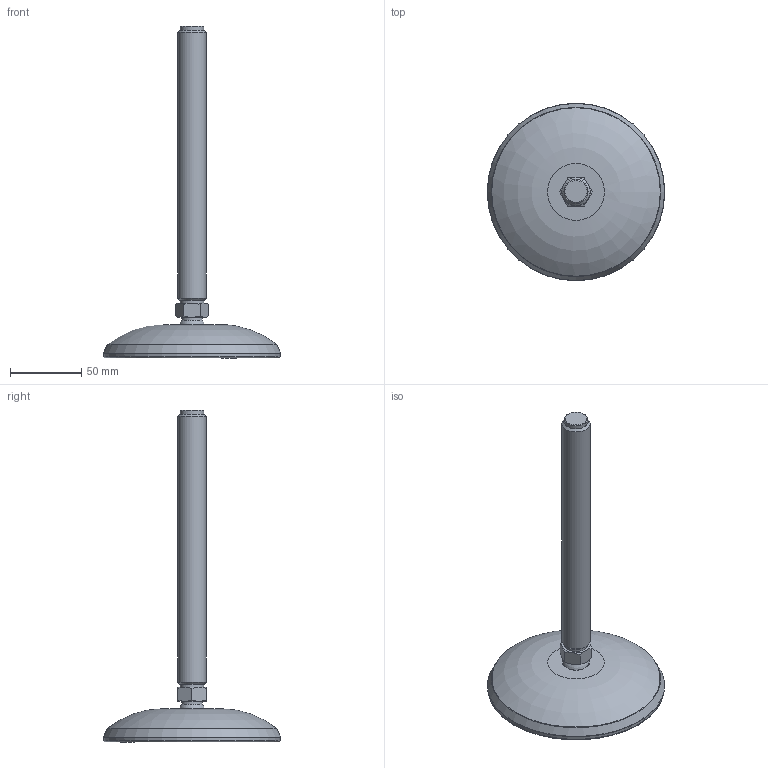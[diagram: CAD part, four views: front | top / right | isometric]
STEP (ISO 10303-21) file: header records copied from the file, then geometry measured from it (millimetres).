
FILE_DESCRIPTION(/* description */ ('AC2F'),/* implementation_level */ '2;1');
FILE_NAME(/* name */ '6325850',/* time_stamp */ '2018-06-06T09:42:44+02:00',/* author */ ('Zorzan Davide'),/* organization */ ('Gamm Srl.'),/* preprocessor_version */ 'ST-DEVELOPER v16.7',/* originating_system */ 'DEX',/* authorisation */ $);
FILE_SCHEMA (('CONFIG_CONTROL_DESIGN'));
Length unit declared in the file: millimetre
Products named in the file (4): 6325850; 6314060; 6305045; 1875115
Assembly tree (3 placements, depth 2):
  6325850
    6314060
    6305045
    1875115
Bounding box: 125 x 125 x 233.69 mm (x, y, z)
Volume: 199715 mm3; surface area: 79297.2 mm2
Topology: 3 solids, 3 shells, 130 faces, 290 edges, 191 vertices
Faces by surface type: plane 53, cone 30, torus 24, cylinder 18, bspline 3, sphere 2
Full cylindrical faces by diameter (mm): 3.94 x3, 3.98 x3, 7.84 x3, 9.92 x1, 14 x1, 14.304 x1, 14.7 x1, 16.5 x2, 18.32 x1, 20 x1, 117.1 x1
Entity records: 4030 total; most frequent: CARTESIAN_POINT 1053, DIRECTION 518, ORIENTED_EDGE 458, AXIS2_PLACEMENT_3D 240, EDGE_CURVE 229, EDGE_LOOP 206, FACE_BOUND 206, VERTEX_POINT 175
